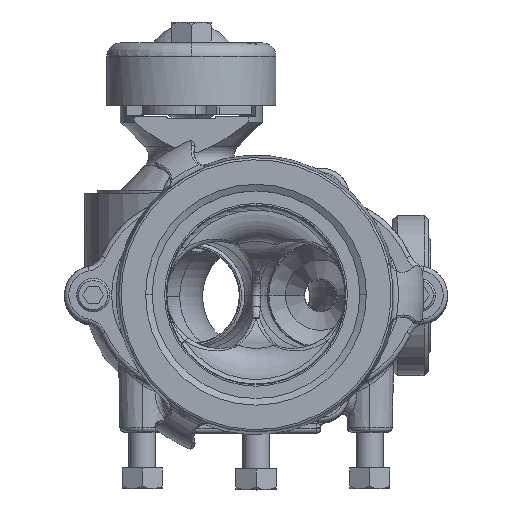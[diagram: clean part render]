
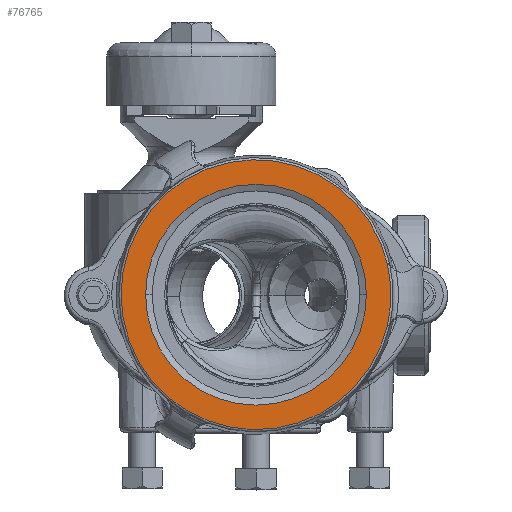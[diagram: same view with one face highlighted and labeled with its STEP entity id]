
A CAD part, top view. The second image highlights one B-rep face of the part: STEP entity #76765.
In plain terms, the highlighted planar face has unit normal (0, 0, 1).
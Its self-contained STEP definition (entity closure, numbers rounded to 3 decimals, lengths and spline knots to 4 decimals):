
#74561=CARTESIAN_POINT('',(0.9065,0.,7.6159));
#74562=DIRECTION('',(0.,0.,-1.));
#74563=DIRECTION('',(1.,0.,0.));
#74564=AXIS2_PLACEMENT_3D('',#74561,#74562,#74563);
#74571=CARTESIAN_POINT('',(0.9065,0.,7.6159));
#74572=DIRECTION('',(0.,0.,-1.));
#74573=DIRECTION('',(-1.,0.,0.));
#74574=AXIS2_PLACEMENT_3D('',#74571,#74572,#74573);
#74594=CARTESIAN_POINT('',(0.9065,0.,7.6159));
#74595=DIRECTION('',(0.,0.,-1.));
#74596=DIRECTION('',(0.974,0.225,0.));
#74597=AXIS2_PLACEMENT_3D('',#74594,#74595,#74596);
#74609=CARTESIAN_POINT('',(0.9065,0.,7.6159));
#74610=DIRECTION('',(0.,0.,-1.));
#74611=DIRECTION('',(0.974,-0.225,0.));
#74612=AXIS2_PLACEMENT_3D('',#74609,#74610,#74611);
#76512=CARTESIAN_POINT('',(2.75,0.4265,7.6159));
#76513=CARTESIAN_POINT('',(2.75,-0.4265,7.6159));
#76514=VERTEX_POINT('',#76512);
#76515=VERTEX_POINT('',#76513);
#76628=CARTESIAN_POINT('',(2.4547,0.,7.6159));
#76629=CARTESIAN_POINT('',(-0.6417,0.,7.6159));
#76630=VERTEX_POINT('',#76628);
#76631=VERTEX_POINT('',#76629);
#76749=CARTESIAN_POINT('',(0.9065,0.,7.6159));
#76750=DIRECTION('',(0.,0.,1.));
#76751=DIRECTION('',(-1.,0.,0.));
#76752=AXIS2_PLACEMENT_3D('',#76749,#76750,#76751);
#76753=PLANE('',#76752);
#76755=ORIENTED_EDGE('',*,*,#76754,.T.);
#76757=ORIENTED_EDGE('',*,*,#76756,.T.);
#76758=EDGE_LOOP('',(#76755,#76757));
#76759=FACE_OUTER_BOUND('',#76758,.F.);
#76760=ORIENTED_EDGE('',*,*,#76739,.F.);
#76762=ORIENTED_EDGE('',*,*,#76761,.F.);
#76763=EDGE_LOOP('',(#76760,#76762));
#76764=FACE_BOUND('',#76763,.F.);
#74565=CIRCLE('',#74564,1.5482);
#74575=CIRCLE('',#74574,1.5482);
#74598=CIRCLE('',#74597,1.8922);
#74613=CIRCLE('',#74612,1.8922);
#76739=EDGE_CURVE('',#76630,#76631,#74565,.T.);
#76754=EDGE_CURVE('',#76514,#76515,#74598,.T.);
#76756=EDGE_CURVE('',#76515,#76514,#74613,.T.);
#76761=EDGE_CURVE('',#76631,#76630,#74575,.T.);
#76765=ADVANCED_FACE('',(#76759,#76764),#76753,.T.);
